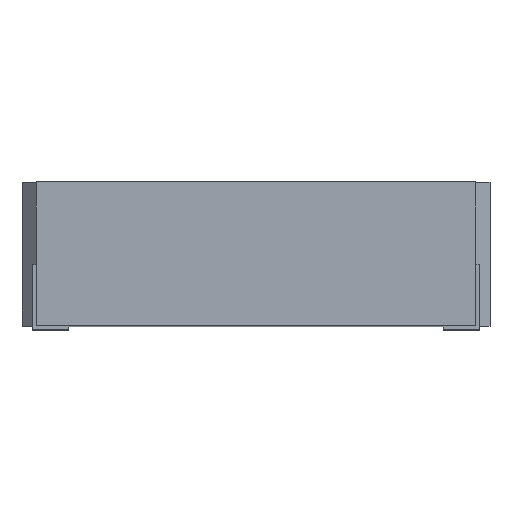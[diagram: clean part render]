
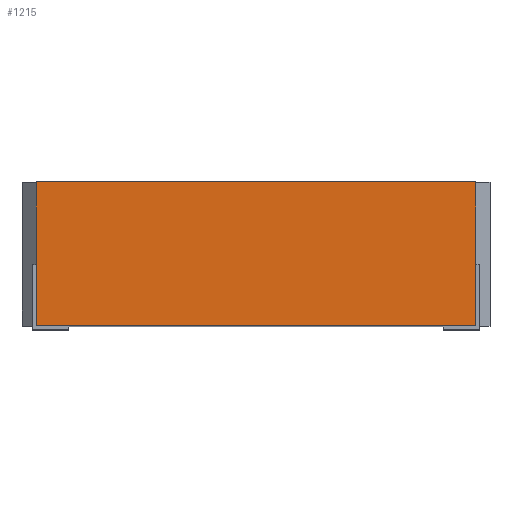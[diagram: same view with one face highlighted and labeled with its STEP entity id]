
A CAD part, top view. The second image highlights one B-rep face of the part: STEP entity #1215.
In plain terms, the highlighted planar face has unit normal (0, 0, 1).
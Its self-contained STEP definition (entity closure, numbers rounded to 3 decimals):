
#34 = DIRECTION ( 'NONE',  ( 0., 1., 0. ) ) ;
#110 = EDGE_CURVE ( 'NONE', #390, #2163, #286, .T. ) ;
#220 = EDGE_CURVE ( 'NONE', #390, #2084, #643, .T. ) ;
#223 = ORIENTED_EDGE ( 'NONE', *, *, #2105, .T. ) ;
#248 = CARTESIAN_POINT ( 'NONE',  ( 6.1, 0., 6.5 ) ) ;
#262 = CARTESIAN_POINT ( 'NONE',  ( -6.1, 0., 6.5 ) ) ;
#266 = LINE ( 'NONE', #1157, #424 ) ;
#286 = LINE ( 'NONE', #262, #1903 ) ;
#347 = VERTEX_POINT ( 'NONE', #1001 ) ;
#390 = VERTEX_POINT ( 'NONE', #1545 ) ;
#396 = VECTOR ( 'NONE', #1965, 1000. ) ;
#424 = VECTOR ( 'NONE', #2170, 1000. ) ;
#643 = LINE ( 'NONE', #2236, #935 ) ;
#758 = AXIS2_PLACEMENT_3D ( 'NONE', #2250, #885, #1723 ) ;
#885 = DIRECTION ( 'NONE',  ( 0., 0., -1. ) ) ;
#935 = VECTOR ( 'NONE', #2061, 1000. ) ;
#949 = ORIENTED_EDGE ( 'NONE', *, *, #1857, .F. ) ;
#1001 = CARTESIAN_POINT ( 'NONE',  ( 6.1, 4., 6.5 ) ) ;
#1157 = CARTESIAN_POINT ( 'NONE',  ( -6.5, 4., 6.5 ) ) ;
#1215 = ADVANCED_FACE ( 'NONE', ( #1350 ), #2089, .F. ) ;
#1266 = ORIENTED_EDGE ( 'NONE', *, *, #110, .F. ) ;
#1313 = LINE ( 'NONE', #248, #396 ) ;
#1350 = FACE_OUTER_BOUND ( 'NONE', #1995, .T. ) ;
#1545 = CARTESIAN_POINT ( 'NONE',  ( -6.1, 0., 6.5 ) ) ;
#1629 = CARTESIAN_POINT ( 'NONE',  ( -6.1, 4., 6.5 ) ) ;
#1723 = DIRECTION ( 'NONE',  ( -1., 0., 0. ) ) ;
#1857 = EDGE_CURVE ( 'NONE', #2163, #347, #266, .T. ) ;
#1903 = VECTOR ( 'NONE', #34, 1000. ) ;
#1965 = DIRECTION ( 'NONE',  ( 0., 1., 0. ) ) ;
#1995 = EDGE_LOOP ( 'NONE', ( #949, #1266, #2078, #223 ) ) ;
#2061 = DIRECTION ( 'NONE',  ( 1., 0., 0. ) ) ;
#2078 = ORIENTED_EDGE ( 'NONE', *, *, #220, .T. ) ;
#2084 = VERTEX_POINT ( 'NONE', #2096 ) ;
#2089 = PLANE ( 'NONE',  #758 ) ;
#2096 = CARTESIAN_POINT ( 'NONE',  ( 6.1, 0., 6.5 ) ) ;
#2105 = EDGE_CURVE ( 'NONE', #2084, #347, #1313, .T. ) ;
#2163 = VERTEX_POINT ( 'NONE', #1629 ) ;
#2170 = DIRECTION ( 'NONE',  ( 1., 0., 0. ) ) ;
#2236 = CARTESIAN_POINT ( 'NONE',  ( -6.5, 0., 6.5 ) ) ;
#2250 = CARTESIAN_POINT ( 'NONE',  ( -6.5, 4., 6.5 ) ) ;
